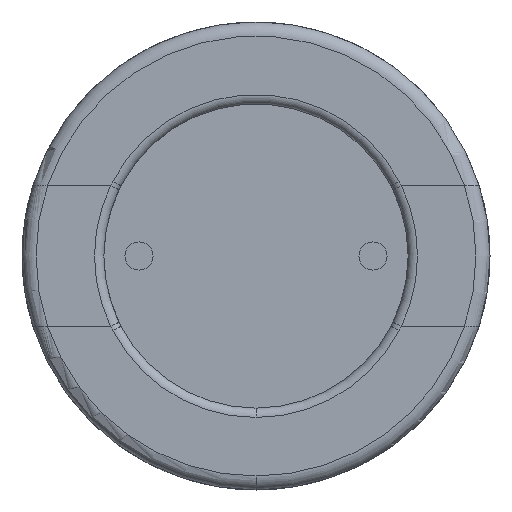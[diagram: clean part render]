
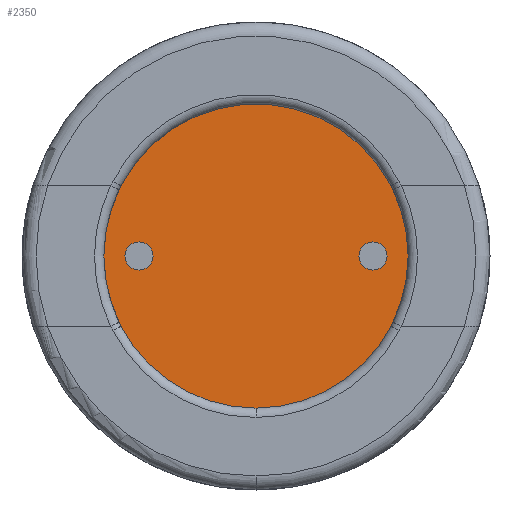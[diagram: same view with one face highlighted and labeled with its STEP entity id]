
A CAD part, front view. The second image highlights one B-rep face of the part: STEP entity #2350.
In plain terms, the highlighted planar face has unit normal (0, -1, 0).
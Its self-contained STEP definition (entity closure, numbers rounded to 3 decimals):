
#13 = CARTESIAN_POINT ( 'NONE',  ( 0., 0.25, 0. ) ) ;
#14 = AXIS2_PLACEMENT_3D ( 'NONE', #3290, #4191, #1713 ) ;
#19 = VERTEX_POINT ( 'NONE', #1279 ) ;
#92 = CIRCLE ( 'NONE', #14, 0.3 ) ;
#255 = FACE_OUTER_BOUND ( 'NONE', #1440, .T. ) ;
#285 = DIRECTION ( 'NONE',  ( 0., 0., -1. ) ) ;
#290 = CIRCLE ( 'NONE', #2103, 3.25 ) ;
#345 = CIRCLE ( 'NONE', #4466, 3.25 ) ;
#395 = DIRECTION ( 'NONE',  ( 0., 0., -1. ) ) ;
#555 = CARTESIAN_POINT ( 'NONE',  ( 0., 0.25, 0. ) ) ;
#616 = DIRECTION ( 'NONE',  ( 0., -1., 0. ) ) ;
#685 = CARTESIAN_POINT ( 'NONE',  ( 2.5, 0.25, 0. ) ) ;
#718 = DIRECTION ( 'NONE',  ( 0., -1., 0. ) ) ;
#749 = ORIENTED_EDGE ( 'NONE', *, *, #2176, .T. ) ;
#836 = VERTEX_POINT ( 'NONE', #4086 ) ;
#938 = AXIS2_PLACEMENT_3D ( 'NONE', #2240, #2988, #4659 ) ;
#1045 = DIRECTION ( 'NONE',  ( 0., -1., 0. ) ) ;
#1102 = DIRECTION ( 'NONE',  ( 0., 0., -1. ) ) ;
#1229 = AXIS2_PLACEMENT_3D ( 'NONE', #2318, #1523, #1102 ) ;
#1279 = CARTESIAN_POINT ( 'NONE',  ( 2.5, 0.25, -0.3 ) ) ;
#1440 = EDGE_LOOP ( 'NONE', ( #3896, #4190, #3451, #5157, #749 ) ) ;
#1441 = CARTESIAN_POINT ( 'NONE',  ( -2.5, 0.25, -0.3 ) ) ;
#1523 = DIRECTION ( 'NONE',  ( 0., -1., 0. ) ) ;
#1537 = ORIENTED_EDGE ( 'NONE', *, *, #4481, .F. ) ;
#1589 = DIRECTION ( 'NONE',  ( 0., 0., -1. ) ) ;
#1609 = EDGE_LOOP ( 'NONE', ( #4285, #3015 ) ) ;
#1665 = DIRECTION ( 'NONE',  ( 0., -1., 0. ) ) ;
#1713 = DIRECTION ( 'NONE',  ( 0., 0., 1. ) ) ;
#1899 = AXIS2_PLACEMENT_3D ( 'NONE', #5214, #1045, #2228 ) ;
#1907 = DIRECTION ( 'NONE',  ( 0., -1., 0. ) ) ;
#1966 = PLANE ( 'NONE',  #938 ) ;
#2048 = CARTESIAN_POINT ( 'NONE',  ( 0., 0.25, 0. ) ) ;
#2081 = EDGE_CURVE ( 'NONE', #3434, #4422, #3973, .T. ) ;
#2103 = AXIS2_PLACEMENT_3D ( 'NONE', #2048, #1665, #1589 ) ;
#2172 = CIRCLE ( 'NONE', #5271, 3.25 ) ;
#2176 = EDGE_CURVE ( 'NONE', #2353, #836, #290, .T. ) ;
#2214 = CARTESIAN_POINT ( 'NONE',  ( 0., 0.25, -3.25 ) ) ;
#2228 = DIRECTION ( 'NONE',  ( 0., 0., -1. ) ) ;
#2240 = CARTESIAN_POINT ( 'NONE',  ( 0., 0.25, 0. ) ) ;
#2251 = CARTESIAN_POINT ( 'NONE',  ( -2.883, 0.25, 1.5 ) ) ;
#2318 = CARTESIAN_POINT ( 'NONE',  ( -2.5, 0.25, 0. ) ) ;
#2350 = ADVANCED_FACE ( 'NONE', ( #4027, #3611, #255 ), #1966, .T. ) ;
#2353 = VERTEX_POINT ( 'NONE', #2214 ) ;
#2375 = CARTESIAN_POINT ( 'NONE',  ( -2.5, 0.25, 0. ) ) ;
#2452 = CARTESIAN_POINT ( 'NONE',  ( 2.5, 0.25, 0.3 ) ) ;
#2621 = DIRECTION ( 'NONE',  ( 0., -1., 0. ) ) ;
#2735 = CARTESIAN_POINT ( 'NONE',  ( -2.883, 0.25, -1.5 ) ) ;
#2765 = CIRCLE ( 'NONE', #4906, 3.25 ) ;
#2980 = EDGE_CURVE ( 'NONE', #3816, #2353, #2765, .T. ) ;
#2987 = AXIS2_PLACEMENT_3D ( 'NONE', #2375, #616, #4085 ) ;
#2988 = DIRECTION ( 'NONE',  ( 0., -1., 0. ) ) ;
#3015 = ORIENTED_EDGE ( 'NONE', *, *, #4516, .F. ) ;
#3072 = VERTEX_POINT ( 'NONE', #4850 ) ;
#3090 = EDGE_CURVE ( 'NONE', #836, #3072, #345, .T. ) ;
#3189 = VERTEX_POINT ( 'NONE', #2452 ) ;
#3269 = EDGE_CURVE ( 'NONE', #3072, #5364, #3656, .T. ) ;
#3290 = CARTESIAN_POINT ( 'NONE',  ( 2.5, 0.25, 0. ) ) ;
#3434 = VERTEX_POINT ( 'NONE', #4330 ) ;
#3451 = ORIENTED_EDGE ( 'NONE', *, *, #4294, .T. ) ;
#3611 = FACE_BOUND ( 'NONE', #4660, .T. ) ;
#3656 = CIRCLE ( 'NONE', #1899, 3.25 ) ;
#3671 = CARTESIAN_POINT ( 'NONE',  ( 0., 0.25, 0. ) ) ;
#3812 = ORIENTED_EDGE ( 'NONE', *, *, #2081, .F. ) ;
#3816 = VERTEX_POINT ( 'NONE', #2735 ) ;
#3896 = ORIENTED_EDGE ( 'NONE', *, *, #3090, .T. ) ;
#3961 = CIRCLE ( 'NONE', #1229, 0.3 ) ;
#3973 = CIRCLE ( 'NONE', #2987, 0.3 ) ;
#3993 = DIRECTION ( 'NONE',  ( 0., 0., 1. ) ) ;
#4027 = FACE_BOUND ( 'NONE', #1609, .T. ) ;
#4085 = DIRECTION ( 'NONE',  ( 0., 0., -1. ) ) ;
#4086 = CARTESIAN_POINT ( 'NONE',  ( 2.883, 0.25, -1.5 ) ) ;
#4190 = ORIENTED_EDGE ( 'NONE', *, *, #3269, .T. ) ;
#4191 = DIRECTION ( 'NONE',  ( 0., -1., 0. ) ) ;
#4218 = EDGE_CURVE ( 'NONE', #3189, #19, #92, .T. ) ;
#4231 = AXIS2_PLACEMENT_3D ( 'NONE', #685, #1907, #3993 ) ;
#4285 = ORIENTED_EDGE ( 'NONE', *, *, #4218, .F. ) ;
#4294 = EDGE_CURVE ( 'NONE', #5364, #3816, #2172, .T. ) ;
#4318 = CIRCLE ( 'NONE', #4231, 0.3 ) ;
#4330 = CARTESIAN_POINT ( 'NONE',  ( -2.5, 0.25, 0.3 ) ) ;
#4422 = VERTEX_POINT ( 'NONE', #1441 ) ;
#4466 = AXIS2_PLACEMENT_3D ( 'NONE', #3671, #718, #285 ) ;
#4481 = EDGE_CURVE ( 'NONE', #4422, #3434, #3961, .T. ) ;
#4516 = EDGE_CURVE ( 'NONE', #19, #3189, #4318, .T. ) ;
#4602 = DIRECTION ( 'NONE',  ( 0., -1., 0. ) ) ;
#4659 = DIRECTION ( 'NONE',  ( 0., 0., -1. ) ) ;
#4660 = EDGE_LOOP ( 'NONE', ( #3812, #1537 ) ) ;
#4823 = DIRECTION ( 'NONE',  ( 0., 0., -1. ) ) ;
#4850 = CARTESIAN_POINT ( 'NONE',  ( 2.883, 0.25, 1.5 ) ) ;
#4906 = AXIS2_PLACEMENT_3D ( 'NONE', #555, #2621, #4823 ) ;
#5157 = ORIENTED_EDGE ( 'NONE', *, *, #2980, .T. ) ;
#5214 = CARTESIAN_POINT ( 'NONE',  ( 0., 0.25, 0. ) ) ;
#5271 = AXIS2_PLACEMENT_3D ( 'NONE', #13, #4602, #395 ) ;
#5364 = VERTEX_POINT ( 'NONE', #2251 ) ;
